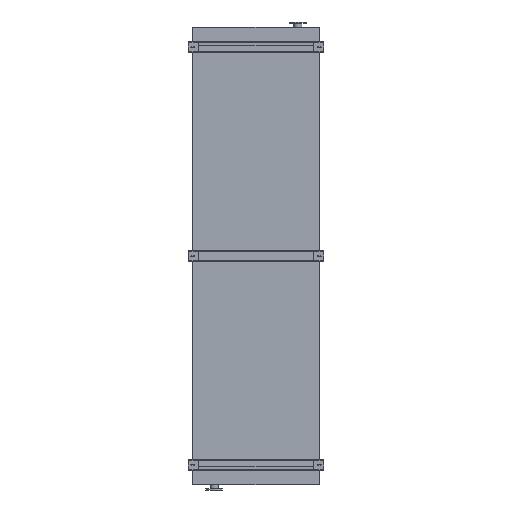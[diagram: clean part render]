
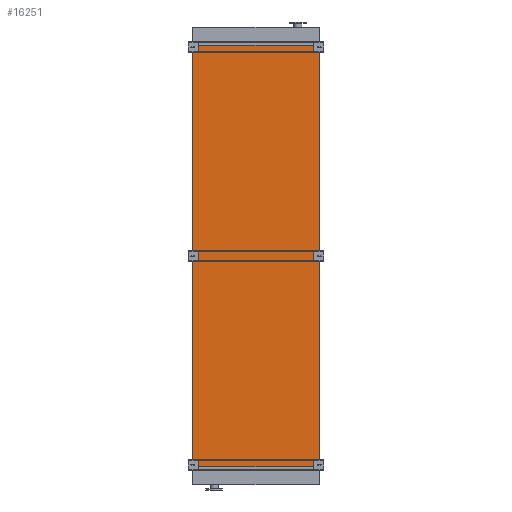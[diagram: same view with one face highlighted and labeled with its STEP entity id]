
A CAD part, front view. The second image highlights one B-rep face of the part: STEP entity #16251.
In plain terms, the highlighted planar face has unit normal (0, -1, 0).
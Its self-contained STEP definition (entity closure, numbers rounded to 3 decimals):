
#485 = VERTEX_POINT ( 'NONE', #25354 ) ;
#3018 = EDGE_CURVE ( 'NONE', #485, #18348, #31296, .T. ) ;
#4131 = CARTESIAN_POINT ( 'NONE',  ( -845., 0., -5650. ) ) ;
#4491 = CARTESIAN_POINT ( 'NONE',  ( 845., 0., 0. ) ) ;
#5898 = LINE ( 'NONE', #8027, #25362 ) ;
#6583 = ORIENTED_EDGE ( 'NONE', *, *, #3018, .T. ) ;
#7063 = DIRECTION ( 'NONE',  ( 0., 0., 1. ) ) ;
#7765 = EDGE_CURVE ( 'NONE', #20638, #18348, #5898, .T. ) ;
#8027 = CARTESIAN_POINT ( 'NONE',  ( -845., 0., 0. ) ) ;
#9375 = ORIENTED_EDGE ( 'NONE', *, *, #21265, .F. ) ;
#9602 = ORIENTED_EDGE ( 'NONE', *, *, #17802, .T. ) ;
#11791 = ORIENTED_EDGE ( 'NONE', *, *, #7765, .F. ) ;
#12819 = LINE ( 'NONE', #13836, #31491 ) ;
#13836 = CARTESIAN_POINT ( 'NONE',  ( -845., 0., -5650. ) ) ;
#14561 = DIRECTION ( 'NONE',  ( 0., -1., 0. ) ) ;
#16012 = VECTOR ( 'NONE', #21191, 1000. ) ;
#16251 = ADVANCED_FACE ( 'NONE', ( #18519 ), #29171, .T. ) ;
#16279 = DIRECTION ( 'NONE',  ( 1., 0., 0. ) ) ;
#16905 = CARTESIAN_POINT ( 'NONE',  ( -845., 0., -5650. ) ) ;
#17802 = EDGE_CURVE ( 'NONE', #29306, #485, #12819, .T. ) ;
#18348 = VERTEX_POINT ( 'NONE', #4491 ) ;
#18519 = FACE_OUTER_BOUND ( 'NONE', #29039, .T. ) ;
#19535 = CARTESIAN_POINT ( 'NONE',  ( -845., 0., -5650. ) ) ;
#20300 = DIRECTION ( 'NONE',  ( 1., 0., 0. ) ) ;
#20638 = VERTEX_POINT ( 'NONE', #23026 ) ;
#21191 = DIRECTION ( 'NONE',  ( 0., 0., 1. ) ) ;
#21265 = EDGE_CURVE ( 'NONE', #29306, #20638, #22512, .T. ) ;
#21672 = CARTESIAN_POINT ( 'NONE',  ( 845., 0., -5650. ) ) ;
#21840 = AXIS2_PLACEMENT_3D ( 'NONE', #16905, #14561, #31613 ) ;
#22512 = LINE ( 'NONE', #4131, #16012 ) ;
#23026 = CARTESIAN_POINT ( 'NONE',  ( -845., 0., 0. ) ) ;
#24837 = VECTOR ( 'NONE', #7063, 1000. ) ;
#25354 = CARTESIAN_POINT ( 'NONE',  ( 845., 0., -5650. ) ) ;
#25362 = VECTOR ( 'NONE', #20300, 1000. ) ;
#29039 = EDGE_LOOP ( 'NONE', ( #11791, #9375, #9602, #6583 ) ) ;
#29171 = PLANE ( 'NONE',  #21840 ) ;
#29306 = VERTEX_POINT ( 'NONE', #19535 ) ;
#31296 = LINE ( 'NONE', #21672, #24837 ) ;
#31491 = VECTOR ( 'NONE', #16279, 1000. ) ;
#31613 = DIRECTION ( 'NONE',  ( 0., 0., -1. ) ) ;
